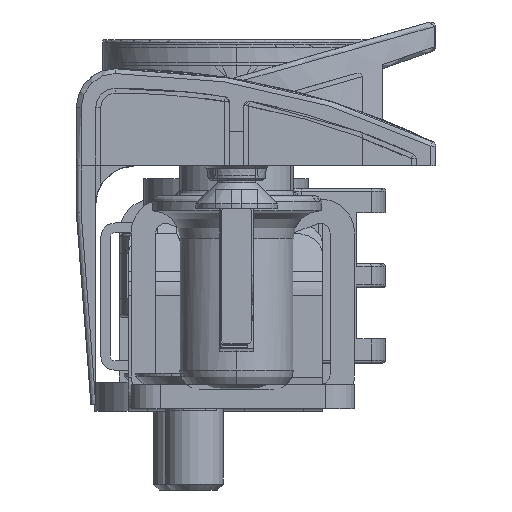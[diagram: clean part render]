
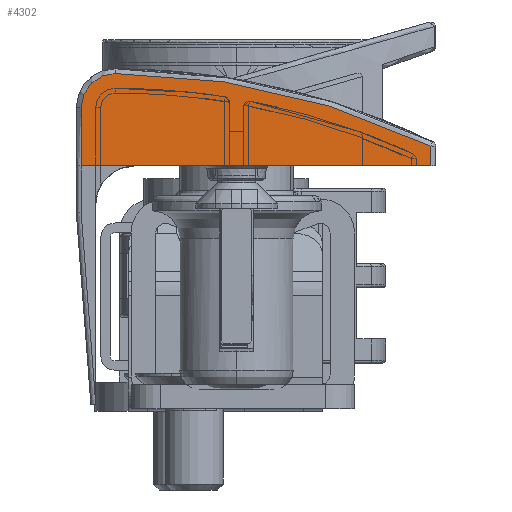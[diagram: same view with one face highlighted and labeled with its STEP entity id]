
A CAD part, front view. The second image highlights one B-rep face of the part: STEP entity #4302.
In plain terms, the highlighted planar face has unit normal (0, -1, 0.018).
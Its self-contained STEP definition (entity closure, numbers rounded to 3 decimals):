
#4302=ADVANCED_FACE('',(#9135),#9136,.F.);
#9135=FACE_OUTER_BOUND('',#20817,.T.);
#9136=PLANE('',#20818);
#20817=EDGE_LOOP('',(#40263,#40264,#40265,#40266,#40267,#40268));
#20818=AXIS2_PLACEMENT_3D('',#40269,#40270,#40271);
#40263=ORIENTED_EDGE('',*,*,#51307,.T.);
#40264=ORIENTED_EDGE('',*,*,#51358,.F.);
#40265=ORIENTED_EDGE('',*,*,#51449,.F.);
#40266=ORIENTED_EDGE('',*,*,#51450,.F.);
#40267=ORIENTED_EDGE('',*,*,#51451,.F.);
#40268=ORIENTED_EDGE('',*,*,#51452,.F.);
#40269=CARTESIAN_POINT('',(36.5,0.0,33.35));
#40270=DIRECTION('',(0.0,1.,-0.017));
#40271=DIRECTION('',(1.0,0.0,0.0));
#51307=EDGE_CURVE('',#59225,#59223,#59226,.T.);
#51358=EDGE_CURVE('',#59310,#59223,#59312,.T.);
#51449=EDGE_CURVE('',#59470,#59310,#59471,.T.);
#51450=EDGE_CURVE('',#59472,#59470,#59473,.T.);
#51451=EDGE_CURVE('',#59474,#59472,#59475,.T.);
#51452=EDGE_CURVE('',#59225,#59474,#59476,.T.);
#59223=VERTEX_POINT('',#77547);
#59225=VERTEX_POINT('',#77549);
#59226=LINE('',#77550,#77551);
#59310=VERTEX_POINT('',#77774);
#59312=LINE('',#77776,#77777);
#59470=VERTEX_POINT('',#78199);
#59471=LINE('',#78200,#78201);
#59472=VERTEX_POINT('',#78202);
#59473=B_SPLINE_CURVE_WITH_KNOTS('',3,(#78203,#78204,#78205,#78206,#78207,#78208),.UNSPECIFIED.,.F.,.F.,(4,1,1,4),(0.0,0.429,0.714,1.0),.UNSPECIFIED.);
#59474=VERTEX_POINT('',#78209);
#59475=B_SPLINE_CURVE_WITH_KNOTS('',3,(#78210,#78211,#78212,#78213,#78214,#78215,#78216),.UNSPECIFIED.,.F.,.F.,(4,1,1,1,4),(0.0,0.286,0.571,0.857,1.0),.UNSPECIFIED.);
#59476=LINE('',#78217,#78218);
#77547=CARTESIAN_POINT('',(6.,0.0,33.35));
#77549=CARTESIAN_POINT('',(0.5,0.0,33.35));
#77550=CARTESIAN_POINT('',(3.25,0.0,33.35));
#77551=VECTOR('',#97715,1000.0);
#77774=CARTESIAN_POINT('',(36.5,0.0,33.35));
#77776=CARTESIAN_POINT('',(20.933,0.0,33.35));
#77777=VECTOR('',#97789,1000.0);
#78199=CARTESIAN_POINT('',(36.5,0.036,35.396));
#78200=CARTESIAN_POINT('',(36.5,0.083,38.105));
#78201=VECTOR('',#97904,1000.0);
#78202=CARTESIAN_POINT('',(4.,0.166,42.859));
#78203=CARTESIAN_POINT('',(4.,0.166,42.859));
#78204=CARTESIAN_POINT('',(8.804,0.166,42.859));
#78205=CARTESIAN_POINT('',(16.811,0.152,42.081));
#78206=CARTESIAN_POINT('',(27.673,0.102,39.215));
#78207=CARTESIAN_POINT('',(33.618,0.06,36.793));
#78208=CARTESIAN_POINT('',(36.5,0.036,35.396));
#78209=CARTESIAN_POINT('',(0.5,0.105,39.359));
#78210=CARTESIAN_POINT('',(0.5,0.105,39.359));
#78211=CARTESIAN_POINT('',(0.5,0.114,39.882));
#78212=CARTESIAN_POINT('',(0.739,0.132,40.929));
#78213=CARTESIAN_POINT('',(1.743,0.154,42.189));
#78214=CARTESIAN_POINT('',(2.953,0.164,42.771));
#78215=CARTESIAN_POINT('',(3.738,0.166,42.859));
#78216=CARTESIAN_POINT('',(4.,0.166,42.859));
#78217=CARTESIAN_POINT('',(0.5,0.083,38.105));
#78218=VECTOR('',#97905,1000.0);
#97715=DIRECTION('',(1.0,0.,0.0));
#97789=DIRECTION('',(-1.0,0.0,0.0));
#97904=DIRECTION('',(0.0,-0.017,-1.));
#97905=DIRECTION('',(0.0,0.017,1.));
